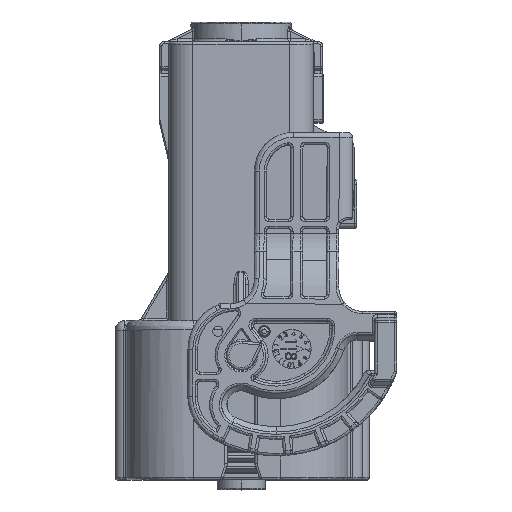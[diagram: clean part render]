
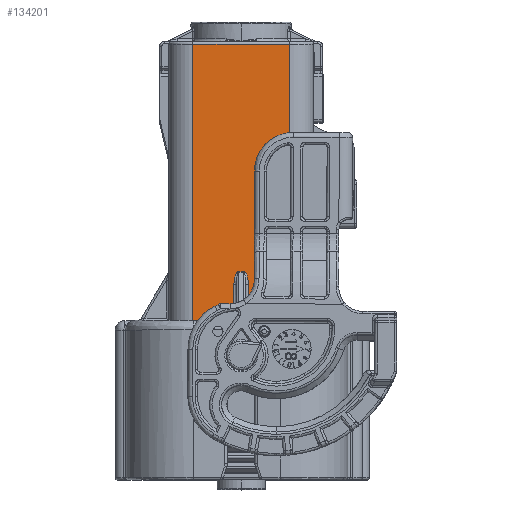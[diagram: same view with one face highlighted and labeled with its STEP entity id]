
A CAD part, top view. The second image highlights one B-rep face of the part: STEP entity #134201.
In plain terms, the highlighted planar face has unit normal (0, 0, 1).
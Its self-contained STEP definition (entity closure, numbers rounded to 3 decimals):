
#824 = CARTESIAN_POINT ( 'NONE',  ( -2.464, -17.022, 24.204 ) ) ;
#2781 = CARTESIAN_POINT ( 'NONE',  ( 9.036, -24.856, 24.204 ) ) ;
#3401 = CARTESIAN_POINT ( 'NONE',  ( 0.536, -17.452, 24.204 ) ) ;
#4078 = VECTOR ( 'NONE', #156113, 1000. ) ;
#8707 = LINE ( 'NONE', #141031, #4078 ) ;
#11120 = LINE ( 'NONE', #156701, #90846 ) ;
#11302 = CARTESIAN_POINT ( 'NONE',  ( -10.964, -24.856, 24.204 ) ) ;
#15169 = CARTESIAN_POINT ( 'NONE',  ( -1.551, -14.759, 24.204 ) ) ;
#17774 = CARTESIAN_POINT ( 'NONE',  ( -10.964, -24.856, 24.204 ) ) ;
#18415 = CARTESIAN_POINT ( 'NONE',  ( 0.356, -15.855, 24.204 ) ) ;
#19712 = VERTEX_POINT ( 'NONE', #2781 ) ;
#33499 = CARTESIAN_POINT ( 'NONE',  ( 0.045, -15.106, 24.204 ) ) ;
#37802 = EDGE_CURVE ( 'NONE', #39129, #47696, #147876, .T. ) ;
#39129 = VERTEX_POINT ( 'NONE', #165219 ) ;
#40224 = VERTEX_POINT ( 'NONE', #158028 ) ;
#42105 = DIRECTION ( 'NONE',  ( 0., 0., -1. ) ) ;
#47202 = EDGE_CURVE ( 'NONE', #40224, #65920, #65885, .T. ) ;
#47253 = EDGE_CURVE ( 'NONE', #19712, #158673, #118063, .T. ) ;
#47696 = VERTEX_POINT ( 'NONE', #136117 ) ;
#47781 = VECTOR ( 'NONE', #179210, 1000. ) ;
#48523 = CARTESIAN_POINT ( 'NONE',  ( -0.278, -14.789, 24.204 ) ) ;
#50866 = EDGE_CURVE ( 'NONE', #158673, #39129, #68203, .T. ) ;
#51719 = EDGE_CURVE ( 'NONE', #114685, #63570, #75016, .T. ) ;
#55190 = CARTESIAN_POINT ( 'NONE',  ( 9.036, 32.794, 24.204 ) ) ;
#56071 = CARTESIAN_POINT ( 'NONE',  ( -2.464, -24.856, 24.204 ) ) ;
#56463 = DIRECTION ( 'NONE',  ( -1., 0., 0. ) ) ;
#57730 = DIRECTION ( 'NONE',  ( 0., 1., 0. ) ) ;
#60378 = CARTESIAN_POINT ( 'NONE',  ( -1.86, -14.962, 24.204 ) ) ;
#60879 = CARTESIAN_POINT ( 'NONE',  ( 0.536, 32.794, 24.204 ) ) ;
#60967 = EDGE_CURVE ( 'NONE', #47696, #40224, #11120, .T. ) ;
#62300 = EDGE_CURVE ( 'NONE', #65920, #71460, #8707, .T. ) ;
#63528 = VECTOR ( 'NONE', #165711, 1000. ) ;
#63570 = VERTEX_POINT ( 'NONE', #167871 ) ;
#63610 = CARTESIAN_POINT ( 'NONE',  ( -0.464, -14.759, 24.204 ) ) ;
#65885 = B_SPLINE_CURVE_WITH_KNOTS ( 'NONE', 3,
 ( #104931, #15169, #150074, #60378, #165185, #75476, #180266, #90533, #824, #105575 ),
 .UNSPECIFIED., .F., .F.,
 ( 4, 2, 2, 2, 4 ),
 ( 0., 0.25, 0.5, 0.75, 1. ),
 .UNSPECIFIED. ) ;
#65920 = VERTEX_POINT ( 'NONE', #109340 ) ;
#66975 = DIRECTION ( 'NONE',  ( -1., 0., 0. ) ) ;
#68203 = LINE ( 'NONE', #60879, #63528 ) ;
#68253 = CARTESIAN_POINT ( 'NONE',  ( 9.036, 32.294, 24.204 ) ) ;
#71460 = VERTEX_POINT ( 'NONE', #56071 ) ;
#74538 = LINE ( 'NONE', #11302, #189339 ) ;
#75016 = LINE ( 'NONE', #177632, #119534 ) ;
#75476 = CARTESIAN_POINT ( 'NONE',  ( -2.185, -15.551, 24.204 ) ) ;
#76240 = ORIENTED_EDGE ( 'NONE', *, *, #50866, .F. ) ;
#80976 = FACE_OUTER_BOUND ( 'NONE', #147559, .T. ) ;
#89137 = ORIENTED_EDGE ( 'NONE', *, *, #51719, .F. ) ;
#90533 = CARTESIAN_POINT ( 'NONE',  ( -2.424, -16.592, 24.204 ) ) ;
#90846 = VECTOR ( 'NONE', #66975, 1000. ) ;
#93923 = ORIENTED_EDGE ( 'NONE', *, *, #192494, .F. ) ;
#94862 = CARTESIAN_POINT ( 'NONE',  ( 0.536, -24.856, 24.204 ) ) ;
#98565 = EDGE_CURVE ( 'NONE', #71460, #114685, #74538, .T. ) ;
#100091 = LINE ( 'NONE', #55190, #179825 ) ;
#104219 = VERTEX_POINT ( 'NONE', #68253 ) ;
#104931 = CARTESIAN_POINT ( 'NONE',  ( -1.464, -14.759, 24.204 ) ) ;
#105575 = CARTESIAN_POINT ( 'NONE',  ( -2.464, -17.452, 24.204 ) ) ;
#109340 = CARTESIAN_POINT ( 'NONE',  ( -2.464, -17.452, 24.204 ) ) ;
#109374 = AXIS2_PLACEMENT_3D ( 'NONE', #161354, #42105, #146896 ) ;
#112793 = ORIENTED_EDGE ( 'NONE', *, *, #98565, .F. ) ;
#114685 = VERTEX_POINT ( 'NONE', #162961 ) ;
#117093 = ORIENTED_EDGE ( 'NONE', *, *, #47202, .F. ) ;
#118063 = LINE ( 'NONE', #17774, #153198 ) ;
#119534 = VECTOR ( 'NONE', #57730, 1000. ) ;
#122588 = DIRECTION ( 'NONE',  ( -1., 0., 0. ) ) ;
#123229 = CARTESIAN_POINT ( 'NONE',  ( 0.257, -15.551, 24.204 ) ) ;
#124984 = EDGE_CURVE ( 'NONE', #104219, #19712, #100091, .T. ) ;
#125056 = ORIENTED_EDGE ( 'NONE', *, *, #60967, .F. ) ;
#133053 = ORIENTED_EDGE ( 'NONE', *, *, #62300, .F. ) ;
#134201 = ADVANCED_FACE ( 'NONE', ( #80976 ), #176423, .F. ) ;
#136117 = CARTESIAN_POINT ( 'NONE',  ( -0.464, -14.759, 24.204 ) ) ;
#137617 = CARTESIAN_POINT ( 'NONE',  ( 0.496, -16.592, 24.204 ) ) ;
#138248 = CARTESIAN_POINT ( 'NONE',  ( -0.068, -14.962, 24.204 ) ) ;
#138888 = ORIENTED_EDGE ( 'NONE', *, *, #124984, .F. ) ;
#141031 = CARTESIAN_POINT ( 'NONE',  ( -2.464, 32.794, 24.204 ) ) ;
#141762 = ORIENTED_EDGE ( 'NONE', *, *, #47253, .F. ) ;
#146896 = DIRECTION ( 'NONE',  ( 0., -1., 0. ) ) ;
#147559 = EDGE_LOOP ( 'NONE', ( #93923, #89137, #112793, #133053, #117093, #125056, #192874, #76240, #141762, #138888 ) ) ;
#147876 = B_SPLINE_CURVE_WITH_KNOTS ( 'NONE', 3,
 ( #3401, #151384, #137617, #18415, #123229, #33499, #138248, #48523, #153303, #63610 ),
 .UNSPECIFIED., .F., .F.,
 ( 4, 2, 2, 2, 4 ),
 ( 0., 0.25, 0.5, 0.75, 1. ),
 .UNSPECIFIED. ) ;
#150074 = CARTESIAN_POINT ( 'NONE',  ( -1.65, -14.789, 24.204 ) ) ;
#151384 = CARTESIAN_POINT ( 'NONE',  ( 0.536, -17.022, 24.204 ) ) ;
#153198 = VECTOR ( 'NONE', #122588, 1000. ) ;
#153303 = CARTESIAN_POINT ( 'NONE',  ( -0.377, -14.759, 24.204 ) ) ;
#156113 = DIRECTION ( 'NONE',  ( 0., -1., 0. ) ) ;
#156701 = CARTESIAN_POINT ( 'NONE',  ( -10.964, -14.759, 24.204 ) ) ;
#158028 = CARTESIAN_POINT ( 'NONE',  ( -1.464, -14.759, 24.204 ) ) ;
#158673 = VERTEX_POINT ( 'NONE', #94862 ) ;
#161354 = CARTESIAN_POINT ( 'NONE',  ( -10.964, 32.794, 24.204 ) ) ;
#162961 = CARTESIAN_POINT ( 'NONE',  ( -10.964, -24.856, 24.204 ) ) ;
#164114 = CARTESIAN_POINT ( 'NONE',  ( -10.964, 32.294, 24.204 ) ) ;
#165185 = CARTESIAN_POINT ( 'NONE',  ( -1.973, -15.106, 24.204 ) ) ;
#165219 = CARTESIAN_POINT ( 'NONE',  ( 0.536, -17.452, 24.204 ) ) ;
#165711 = DIRECTION ( 'NONE',  ( 0., 1., 0. ) ) ;
#167343 = LINE ( 'NONE', #164114, #47781 ) ;
#167871 = CARTESIAN_POINT ( 'NONE',  ( -10.964, 32.294, 24.204 ) ) ;
#176423 = PLANE ( 'NONE',  #109374 ) ;
#177632 = CARTESIAN_POINT ( 'NONE',  ( -10.964, 32.794, 24.204 ) ) ;
#179210 = DIRECTION ( 'NONE',  ( 1., 0., 0. ) ) ;
#179825 = VECTOR ( 'NONE', #190134, 1000. ) ;
#180266 = CARTESIAN_POINT ( 'NONE',  ( -2.284, -15.855, 24.204 ) ) ;
#189339 = VECTOR ( 'NONE', #56463, 1000. ) ;
#190134 = DIRECTION ( 'NONE',  ( 0., -1., 0. ) ) ;
#192494 = EDGE_CURVE ( 'NONE', #63570, #104219, #167343, .T. ) ;
#192874 = ORIENTED_EDGE ( 'NONE', *, *, #37802, .F. ) ;
